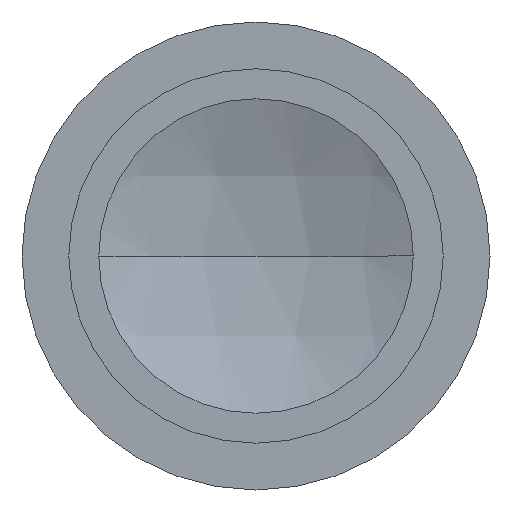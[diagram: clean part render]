
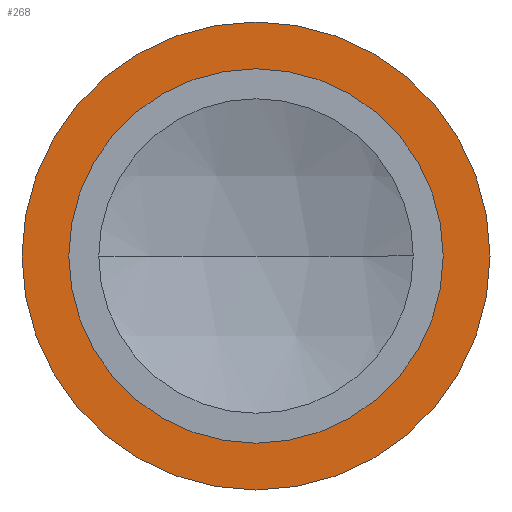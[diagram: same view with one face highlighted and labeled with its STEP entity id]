
A CAD part, left-side view. The second image highlights one B-rep face of the part: STEP entity #268.
In plain terms, the highlighted planar face has unit normal (-1, 0, 0).
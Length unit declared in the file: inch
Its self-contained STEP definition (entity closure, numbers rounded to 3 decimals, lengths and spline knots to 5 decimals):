
#9 = VERTEX_POINT ( 'NONE', #95 ) ;
#15 = DIRECTION ( 'NONE',  ( -1., 0., 0. ) ) ;
#24 = CARTESIAN_POINT ( 'NONE',  ( 1.1, 0., 0.05 ) ) ;
#39 = CARTESIAN_POINT ( 'NONE',  ( 1.1, 0., 0. ) ) ;
#76 = CARTESIAN_POINT ( 'NONE',  ( 1.1, 0., -0.05 ) ) ;
#80 = EDGE_CURVE ( 'NONE', #9, #179, #105, .T. ) ;
#81 = FACE_BOUND ( 'NONE', #396, .T. ) ;
#94 = CIRCLE ( 'NONE', #476, 0.0625 ) ;
#95 = CARTESIAN_POINT ( 'NONE',  ( 1.1, 0., 0.0625 ) ) ;
#98 = VERTEX_POINT ( 'NONE', #76 ) ;
#105 = CIRCLE ( 'NONE', #668, 0.0625 ) ;
#119 = ORIENTED_EDGE ( 'NONE', *, *, #135, .T. ) ;
#120 = FACE_OUTER_BOUND ( 'NONE', #255, .T. ) ;
#127 = DIRECTION ( 'NONE',  ( 0., 0., 1. ) ) ;
#135 = EDGE_CURVE ( 'NONE', #179, #9, #94, .T. ) ;
#175 = DIRECTION ( 'NONE',  ( 0., 0., 1. ) ) ;
#179 = VERTEX_POINT ( 'NONE', #611 ) ;
#182 = DIRECTION ( 'NONE',  ( 0., 0., 1. ) ) ;
#185 = AXIS2_PLACEMENT_3D ( 'NONE', #297, #15, #175 ) ;
#195 = AXIS2_PLACEMENT_3D ( 'NONE', #273, #290, #127 ) ;
#219 = VERTEX_POINT ( 'NONE', #24 ) ;
#242 = AXIS2_PLACEMENT_3D ( 'NONE', #39, #287, #570 ) ;
#248 = ORIENTED_EDGE ( 'NONE', *, *, #271, .F. ) ;
#255 = EDGE_LOOP ( 'NONE', ( #381, #119 ) ) ;
#268 = ADVANCED_FACE ( 'NONE', ( #120, #81 ), #501, .T. ) ;
#270 = CIRCLE ( 'NONE', #242, 0.05 ) ;
#271 = EDGE_CURVE ( 'NONE', #98, #219, #503, .T. ) ;
#273 = CARTESIAN_POINT ( 'NONE',  ( 1.1, 0.05, 0. ) ) ;
#287 = DIRECTION ( 'NONE',  ( -1., 0., 0. ) ) ;
#290 = DIRECTION ( 'NONE',  ( -1., 0., 0. ) ) ;
#297 = CARTESIAN_POINT ( 'NONE',  ( 1.1, 0., 0. ) ) ;
#318 = CARTESIAN_POINT ( 'NONE',  ( 1.1, 0., 0. ) ) ;
#381 = ORIENTED_EDGE ( 'NONE', *, *, #80, .T. ) ;
#396 = EDGE_LOOP ( 'NONE', ( #517, #248 ) ) ;
#476 = AXIS2_PLACEMENT_3D ( 'NONE', #529, #526, #518 ) ;
#501 = PLANE ( 'NONE',  #195 ) ;
#503 = CIRCLE ( 'NONE', #185, 0.05 ) ;
#517 = ORIENTED_EDGE ( 'NONE', *, *, #662, .F. ) ;
#518 = DIRECTION ( 'NONE',  ( 0., 0., 1. ) ) ;
#526 = DIRECTION ( 'NONE',  ( -1., 0., 0. ) ) ;
#529 = CARTESIAN_POINT ( 'NONE',  ( 1.1, 0., 0. ) ) ;
#570 = DIRECTION ( 'NONE',  ( 0., 0., 1. ) ) ;
#607 = DIRECTION ( 'NONE',  ( -1., 0., 0. ) ) ;
#611 = CARTESIAN_POINT ( 'NONE',  ( 1.1, 0., -0.0625 ) ) ;
#662 = EDGE_CURVE ( 'NONE', #219, #98, #270, .T. ) ;
#668 = AXIS2_PLACEMENT_3D ( 'NONE', #318, #607, #182 ) ;
